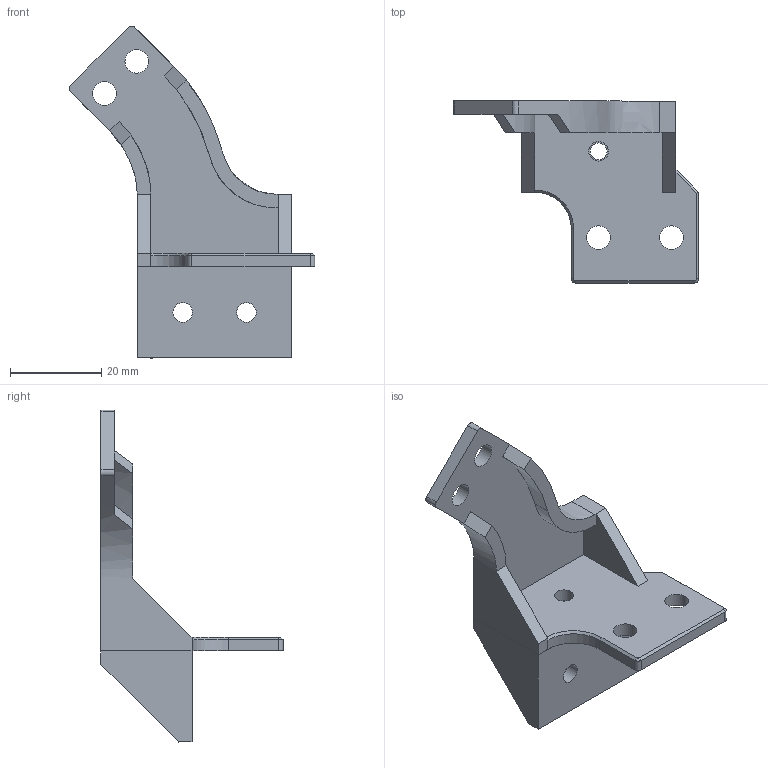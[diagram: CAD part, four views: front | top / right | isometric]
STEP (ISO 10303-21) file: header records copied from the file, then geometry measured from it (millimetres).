
FILE_DESCRIPTION(/* description */ (''),/* implementation_level */ '2;1');
FILE_NAME(/* name */ 'mount.step',/* time_stamp */ '2021-07-11T21:59:33-04:00',/* author */ (''),/* organization */ (''),/* preprocessor_version */ 'ST-DEVELOPER v18.1',/* originating_system */ 'Autodesk Translation Framework v10.9.0.1377',/* authorisation */ '');
FILE_SCHEMA (('AUTOMOTIVE_DESIGN { 1 0 10303 214 3 1 1 }'));
Length unit declared in the file: millimetre
Products named in the file (1): Mount
Bounding box: 53.93 x 40 x 72.92 mm (x, y, z)
Volume: 13030.8 mm3; surface area: 10067.2 mm2
Topology: 2 solids, 2 shells, 60 faces, 155 edges, 99 vertices
Faces by surface type: plane 36, cylinder 13, bspline 8, cone 3
Full cylindrical faces by diameter (mm): 3.7 x1, 4.3 x3, 5.2 x4
Entity records: 2287 total; most frequent: CARTESIAN_POINT 803, ORIENTED_EDGE 310, DIRECTION 265, EDGE_CURVE 155, LINE 101, VECTOR 101, VERTEX_POINT 99, AXIS2_PLACEMENT_3D 82
